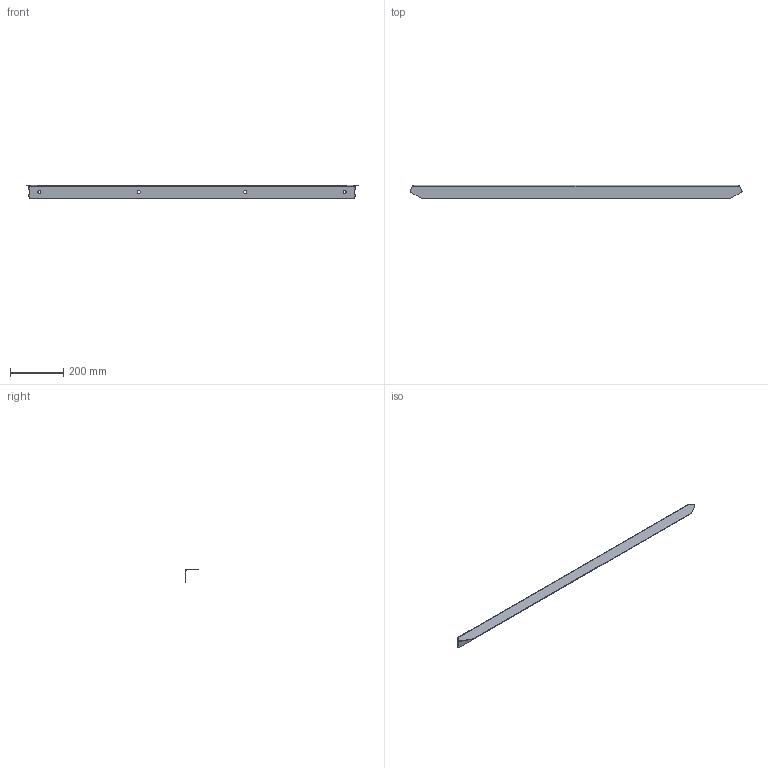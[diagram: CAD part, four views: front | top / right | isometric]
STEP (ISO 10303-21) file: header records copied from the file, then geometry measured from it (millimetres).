
FILE_DESCRIPTION (( 'STEP AP203' ), '1' );
FILE_NAME ('CV03-C-03_REV_A.step', '2025-08-17T05:11:53', ( '' ), ( '' ), 'SwSTEP 2.0', 'SolidWorks 2024', '' );
FILE_SCHEMA (( 'CONFIG_CONTROL_DESIGN' ));
Length unit declared in the file: millimetre
Products named in the file (1): CV03-C-03_REV_A
Bounding box: 1250.12 x 50 x 50 mm (x, y, z)
Volume: 236279.2 mm3; surface area: 241888.8 mm2
Topology: 1 solids, 1 shells, 53 faces, 145 edges, 94 vertices
Faces by surface type: plane 28, cylinder 23, bspline 2
Entity records: 1812 total; most frequent: CARTESIAN_POINT 363, ORIENTED_EDGE 290, DIRECTION 283, EDGE_CURVE 145, VECTOR 95, LINE 95, AXIS2_PLACEMENT_3D 94, VERTEX_POINT 94
